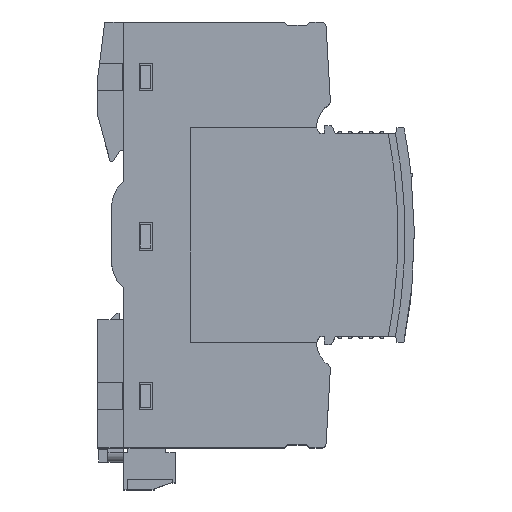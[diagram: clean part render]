
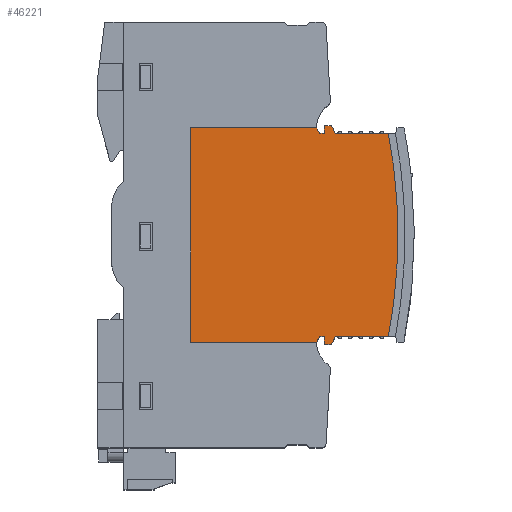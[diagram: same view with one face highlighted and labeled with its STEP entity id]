
A CAD part, top view. The second image highlights one B-rep face of the part: STEP entity #46221.
In plain terms, the highlighted planar face has unit normal (0, 0, 1).
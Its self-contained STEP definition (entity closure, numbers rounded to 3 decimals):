
#156 = EDGE_CURVE ( 'NONE', #12326, #46458, #512, .T. ) ;
#240 = DIRECTION ( 'NONE',  ( 1., 0., 0. ) ) ;
#390 = VECTOR ( 'NONE', #3147, 1000. ) ;
#512 = LINE ( 'NONE', #27938, #48757 ) ;
#1080 = DIRECTION ( 'NONE',  ( 1., 0., 0. ) ) ;
#1161 = DIRECTION ( 'NONE',  ( 0., 0., -1. ) ) ;
#1364 = EDGE_CURVE ( 'NONE', #9275, #30108, #49712, .T. ) ;
#1448 = EDGE_CURVE ( 'NONE', #20168, #22303, #7950, .T. ) ;
#1912 = PLANE ( 'NONE',  #9576 ) ;
#2718 = CARTESIAN_POINT ( 'NONE',  ( 50.2, 22.25, 36. ) ) ;
#2728 = VERTEX_POINT ( 'NONE', #6673 ) ;
#2822 = CARTESIAN_POINT ( 'NONE',  ( 47.007, 22.75, 36. ) ) ;
#3147 = DIRECTION ( 'NONE',  ( 0., -1., 0. ) ) ;
#3153 = AXIS2_PLACEMENT_3D ( 'NONE', #29366, #1161, #25663 ) ;
#3228 = DIRECTION ( 'NONE',  ( 0.423, 0.906, 0. ) ) ;
#3323 = ORIENTED_EDGE ( 'NONE', *, *, #51786, .F. ) ;
#3406 = DIRECTION ( 'NONE',  ( -0.5, 0.866, 0. ) ) ;
#3781 = LINE ( 'NONE', #28554, #41229 ) ;
#3994 = CARTESIAN_POINT ( 'NONE',  ( 47.7, 23.95, 36. ) ) ;
#4218 = VERTEX_POINT ( 'NONE', #9564 ) ;
#5046 = ORIENTED_EDGE ( 'NONE', *, *, #156, .T. ) ;
#5855 = AXIS2_PLACEMENT_3D ( 'NONE', #23528, #7692, #7172 ) ;
#6170 = ORIENTED_EDGE ( 'NONE', *, *, #20235, .T. ) ;
#6263 = ORIENTED_EDGE ( 'NONE', *, *, #9756, .T. ) ;
#6673 = CARTESIAN_POINT ( 'NONE',  ( 50.993, 67.55, 36. ) ) ;
#6750 = VERTEX_POINT ( 'NONE', #13261 ) ;
#7172 = DIRECTION ( 'NONE',  ( 1., 0., 0. ) ) ;
#7324 = ORIENTED_EDGE ( 'NONE', *, *, #8117, .T. ) ;
#7359 = EDGE_CURVE ( 'NONE', #4218, #6750, #32136, .T. ) ;
#7530 = ORIENTED_EDGE ( 'NONE', *, *, #36951, .T. ) ;
#7559 = VECTOR ( 'NONE', #47358, 1000. ) ;
#7589 = EDGE_CURVE ( 'NONE', #25850, #2728, #11158, .T. ) ;
#7692 = DIRECTION ( 'NONE',  ( 0., 0., -1. ) ) ;
#7731 = DIRECTION ( 'NONE',  ( 1., 0., 0. ) ) ;
#7950 = LINE ( 'NONE', #2718, #10876 ) ;
#8117 = EDGE_CURVE ( 'NONE', #22303, #30108, #20330, .T. ) ;
#8789 = VECTOR ( 'NONE', #36164, 1000. ) ;
#9275 = VERTEX_POINT ( 'NONE', #39178 ) ;
#9531 = LINE ( 'NONE', #25625, #29508 ) ;
#9564 = CARTESIAN_POINT ( 'NONE',  ( 47.7, 67.55, 36. ) ) ;
#9576 = AXIS2_PLACEMENT_3D ( 'NONE', #9810, #30399, #13774 ) ;
#9756 = EDGE_CURVE ( 'NONE', #18985, #12326, #32526, .T. ) ;
#9810 = CARTESIAN_POINT ( 'NONE',  ( -52., 45.75, 36. ) ) ;
#10876 = VECTOR ( 'NONE', #3228, 1000. ) ;
#11158 = LINE ( 'NONE', #14876, #34972 ) ;
#11297 = CARTESIAN_POINT ( 'NONE',  ( 47.007, 22.75, 36. ) ) ;
#11564 = CARTESIAN_POINT ( 'NONE',  ( 20., 68.75, 36. ) ) ;
#11679 = EDGE_CURVE ( 'NONE', #39219, #18985, #21122, .T. ) ;
#12123 = VECTOR ( 'NONE', #13589, 1000. ) ;
#12326 = VERTEX_POINT ( 'NONE', #3994 ) ;
#12518 = LINE ( 'NONE', #28633, #15301 ) ;
#12543 = EDGE_CURVE ( 'NONE', #30253, #39219, #50673, .T. ) ;
#13182 = ORIENTED_EDGE ( 'NONE', *, *, #12543, .T. ) ;
#13261 = CARTESIAN_POINT ( 'NONE',  ( 47.007, 68.75, 36. ) ) ;
#13589 = DIRECTION ( 'NONE',  ( -1., 0., 0. ) ) ;
#13774 = DIRECTION ( 'NONE',  ( 1., 0., 0. ) ) ;
#14543 = LINE ( 'NONE', #45810, #12123 ) ;
#14876 = CARTESIAN_POINT ( 'NONE',  ( 50.993, 67.55, 36. ) ) ;
#15301 = VECTOR ( 'NONE', #36821, 1000. ) ;
#15872 = CARTESIAN_POINT ( 'NONE',  ( 48.7, 23.95, 36. ) ) ;
#17425 = CARTESIAN_POINT ( 'NONE',  ( 20., 22.75, 36. ) ) ;
#18323 = ORIENTED_EDGE ( 'NONE', *, *, #42481, .T. ) ;
#18589 = VECTOR ( 'NONE', #44133, 1000. ) ;
#18985 = VERTEX_POINT ( 'NONE', #11297 ) ;
#19132 = CARTESIAN_POINT ( 'NONE',  ( 50.993, 23.95, 36. ) ) ;
#20168 = VERTEX_POINT ( 'NONE', #48461 ) ;
#20235 = EDGE_CURVE ( 'NONE', #2728, #26699, #12518, .T. ) ;
#20330 = LINE ( 'NONE', #48863, #8789 ) ;
#20390 = EDGE_CURVE ( 'NONE', #21740, #20168, #52094, .T. ) ;
#20864 = CIRCLE ( 'NONE', #3153, 116.485 ) ;
#21122 = LINE ( 'NONE', #17425, #32093 ) ;
#21740 = VERTEX_POINT ( 'NONE', #36730 ) ;
#22303 = VERTEX_POINT ( 'NONE', #19132 ) ;
#22669 = EDGE_CURVE ( 'NONE', #50647, #39377, #51051, .T. ) ;
#23307 = DIRECTION ( 'NONE',  ( -1., 0., 0. ) ) ;
#23528 = CARTESIAN_POINT ( 'NONE',  ( -52., 45.75, 36. ) ) ;
#23557 = EDGE_LOOP ( 'NONE', ( #3323, #35866, #6170, #18323, #36130, #32236, #34942, #29739, #13182, #49116, #6263, #5046, #7530, #32770, #41425, #7324, #47796 ) ) ;
#23866 = CARTESIAN_POINT ( 'NONE',  ( 48.7, 67.55, 36. ) ) ;
#24208 = EDGE_CURVE ( 'NONE', #6750, #30253, #14543, .T. ) ;
#24811 = VECTOR ( 'NONE', #3406, 1000. ) ;
#25625 = CARTESIAN_POINT ( 'NONE',  ( 48.7, 69.25, 36. ) ) ;
#25663 = DIRECTION ( 'NONE',  ( 1., 0., 0. ) ) ;
#25673 = CARTESIAN_POINT ( 'NONE',  ( 62.427, 67.55, 36. ) ) ;
#25850 = VERTEX_POINT ( 'NONE', #25673 ) ;
#26699 = VERTEX_POINT ( 'NONE', #29710 ) ;
#27938 = CARTESIAN_POINT ( 'NONE',  ( 47.7, 23.95, 36. ) ) ;
#28554 = CARTESIAN_POINT ( 'NONE',  ( 47.7, 67.55, 36. ) ) ;
#28633 = CARTESIAN_POINT ( 'NONE',  ( 50.2, 69.25, 36. ) ) ;
#29366 = CARTESIAN_POINT ( 'NONE',  ( -52., 45.75, 36. ) ) ;
#29508 = VECTOR ( 'NONE', #42507, 1000. ) ;
#29682 = VECTOR ( 'NONE', #7731, 1000. ) ;
#29710 = CARTESIAN_POINT ( 'NONE',  ( 50.2, 69.25, 36. ) ) ;
#29739 = ORIENTED_EDGE ( 'NONE', *, *, #24208, .T. ) ;
#30108 = VERTEX_POINT ( 'NONE', #37431 ) ;
#30253 = VERTEX_POINT ( 'NONE', #50364 ) ;
#30399 = DIRECTION ( 'NONE',  ( 0., 0., 1. ) ) ;
#31214 = CARTESIAN_POINT ( 'NONE',  ( 48.7, 67.55, 36. ) ) ;
#32093 = VECTOR ( 'NONE', #1080, 1000. ) ;
#32136 = LINE ( 'NONE', #36088, #24811 ) ;
#32198 = CARTESIAN_POINT ( 'NONE',  ( 48.7, 69.25, 36. ) ) ;
#32236 = ORIENTED_EDGE ( 'NONE', *, *, #41459, .T. ) ;
#32526 = LINE ( 'NONE', #2822, #49918 ) ;
#32770 = ORIENTED_EDGE ( 'NONE', *, *, #20390, .T. ) ;
#33311 = CARTESIAN_POINT ( 'NONE',  ( 48.7, 23.95, 36. ) ) ;
#33839 = FACE_OUTER_BOUND ( 'NONE', #23557, .T. ) ;
#34942 = ORIENTED_EDGE ( 'NONE', *, *, #7359, .T. ) ;
#34972 = VECTOR ( 'NONE', #23307, 1000. ) ;
#35708 = CARTESIAN_POINT ( 'NONE',  ( 48.7, 22.25, 36. ) ) ;
#35866 = ORIENTED_EDGE ( 'NONE', *, *, #7589, .T. ) ;
#36088 = CARTESIAN_POINT ( 'NONE',  ( 47.007, 68.75, 36. ) ) ;
#36130 = ORIENTED_EDGE ( 'NONE', *, *, #22669, .T. ) ;
#36164 = DIRECTION ( 'NONE',  ( 1., 0., 0. ) ) ;
#36730 = CARTESIAN_POINT ( 'NONE',  ( 48.7, 22.25, 36. ) ) ;
#36821 = DIRECTION ( 'NONE',  ( -0.423, 0.906, 0. ) ) ;
#36951 = EDGE_CURVE ( 'NONE', #46458, #21740, #47852, .T. ) ;
#37431 = CARTESIAN_POINT ( 'NONE',  ( 62.427, 23.95, 36. ) ) ;
#38935 = CARTESIAN_POINT ( 'NONE',  ( 20., 22.75, 36. ) ) ;
#39178 = CARTESIAN_POINT ( 'NONE',  ( 64.485, 45.75, 36. ) ) ;
#39219 = VERTEX_POINT ( 'NONE', #38935 ) ;
#39377 = VERTEX_POINT ( 'NONE', #23866 ) ;
#41229 = VECTOR ( 'NONE', #48387, 1000. ) ;
#41425 = ORIENTED_EDGE ( 'NONE', *, *, #1448, .T. ) ;
#41459 = EDGE_CURVE ( 'NONE', #39377, #4218, #3781, .T. ) ;
#42481 = EDGE_CURVE ( 'NONE', #26699, #50647, #9531, .T. ) ;
#42507 = DIRECTION ( 'NONE',  ( -1., 0., 0. ) ) ;
#44133 = DIRECTION ( 'NONE',  ( 0., -1., 0. ) ) ;
#45810 = CARTESIAN_POINT ( 'NONE',  ( 20., 68.75, 36. ) ) ;
#46221 = ADVANCED_FACE ( 'NONE', ( #33839 ), #1912, .T. ) ;
#46458 = VERTEX_POINT ( 'NONE', #33311 ) ;
#47358 = DIRECTION ( 'NONE',  ( 0., -1., 0. ) ) ;
#47796 = ORIENTED_EDGE ( 'NONE', *, *, #1364, .F. ) ;
#47852 = LINE ( 'NONE', #15872, #18589 ) ;
#48387 = DIRECTION ( 'NONE',  ( -1., 0., 0. ) ) ;
#48461 = CARTESIAN_POINT ( 'NONE',  ( 50.2, 22.25, 36. ) ) ;
#48658 = DIRECTION ( 'NONE',  ( 0.5, 0.866, 0. ) ) ;
#48757 = VECTOR ( 'NONE', #240, 1000. ) ;
#48863 = CARTESIAN_POINT ( 'NONE',  ( 50.993, 23.95, 36. ) ) ;
#49116 = ORIENTED_EDGE ( 'NONE', *, *, #11679, .T. ) ;
#49712 = CIRCLE ( 'NONE', #5855, 116.485 ) ;
#49918 = VECTOR ( 'NONE', #48658, 1000. ) ;
#50364 = CARTESIAN_POINT ( 'NONE',  ( 20., 68.75, 36. ) ) ;
#50647 = VERTEX_POINT ( 'NONE', #32198 ) ;
#50673 = LINE ( 'NONE', #11564, #390 ) ;
#51051 = LINE ( 'NONE', #31214, #7559 ) ;
#51786 = EDGE_CURVE ( 'NONE', #25850, #9275, #20864, .T. ) ;
#52094 = LINE ( 'NONE', #35708, #29682 ) ;
